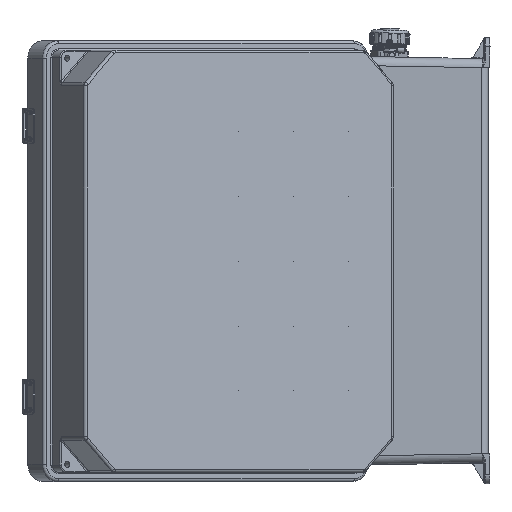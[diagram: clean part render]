
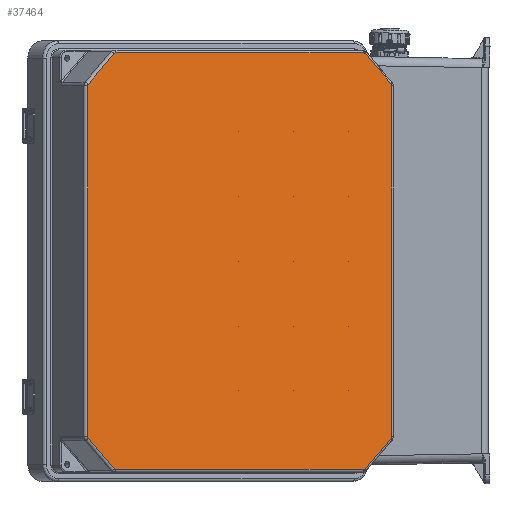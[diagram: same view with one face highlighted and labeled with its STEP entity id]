
A CAD part, left-side view. The second image highlights one B-rep face of the part: STEP entity #37464.
In plain terms, the highlighted face is planar.
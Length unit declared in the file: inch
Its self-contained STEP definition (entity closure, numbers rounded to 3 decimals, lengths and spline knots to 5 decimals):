
#61 = DIRECTION ( 'NONE',  ( 0., 1., 0. ) ) ;
#113 = FACE_OUTER_BOUND ( 'NONE', #71726, .T. ) ;
#1919 = DIRECTION ( 'NONE',  ( -0.707, 0., 0.707 ) ) ;
#2189 = CIRCLE ( 'NONE', #53743, 0.07874 ) ;
#4184 = ORIENTED_EDGE ( 'NONE', *, *, #76428, .T. ) ;
#4255 = EDGE_CURVE ( 'NONE', #49458, #33030, #55221, .T. ) ;
#5006 = CARTESIAN_POINT ( 'NONE',  ( 6.15748, 3.24803, -13.75511 ) ) ;
#5291 = CIRCLE ( 'NONE', #81243, 0.07874 ) ;
#5403 = CARTESIAN_POINT ( 'NONE',  ( -5.09763, 3.24803, -0.5 ) ) ;
#5723 = CARTESIAN_POINT ( 'NONE',  ( -5.09763, 3.24803, -0.42126 ) ) ;
#5946 = EDGE_CURVE ( 'NONE', #73759, #57049, #19572, .T. ) ;
#6623 = CARTESIAN_POINT ( 'NONE',  ( -5.1533, 3.24803, -14.87064 ) ) ;
#6992 = DIRECTION ( 'NONE',  ( 0., 0., -1. ) ) ;
#7018 = CARTESIAN_POINT ( 'NONE',  ( -6.23622, 3.24803, -7.65748 ) ) ;
#8160 = VERTEX_POINT ( 'NONE', #5723 ) ;
#8193 = EDGE_CURVE ( 'NONE', #37252, #8911, #63409, .T. ) ;
#8911 = VERTEX_POINT ( 'NONE', #14012 ) ;
#10438 = DIRECTION ( 'NONE',  ( 1., 0., 0. ) ) ;
#10453 = CARTESIAN_POINT ( 'NONE',  ( 6.23622, 3.24803, -7.65748 ) ) ;
#10842 = CIRCLE ( 'NONE', #43629, 0.07874 ) ;
#11489 = CARTESIAN_POINT ( 'NONE',  ( -5.09763, 3.24803, -14.81496 ) ) ;
#11933 = DIRECTION ( 'NONE',  ( 0., 0., -1. ) ) ;
#12319 = DIRECTION ( 'NONE',  ( 0., 0., 1. ) ) ;
#12333 = CARTESIAN_POINT ( 'NONE',  ( 0., 3.24803, -0.32283 ) ) ;
#12927 = DIRECTION ( 'NONE',  ( 0.707, 0., -0.707 ) ) ;
#14012 = CARTESIAN_POINT ( 'NONE',  ( 6.21316, 3.24803, -1.50418 ) ) ;
#14609 = AXIS2_PLACEMENT_3D ( 'NONE', #5403, #52882, #12319 ) ;
#15182 = LINE ( 'NONE', #47657, #15264 ) ;
#15264 = VECTOR ( 'NONE', #60906, 39.37008 ) ;
#16865 = ORIENTED_EDGE ( 'NONE', *, *, #26837, .F. ) ;
#17260 = CARTESIAN_POINT ( 'NONE',  ( 6.21316, 3.24803, -13.81078 ) ) ;
#18315 = DIRECTION ( 'NONE',  ( 0., 0., -1. ) ) ;
#18337 = DIRECTION ( 'NONE',  ( 0., 1., 0. ) ) ;
#19169 = DIRECTION ( 'NONE',  ( 0., 0., 1. ) ) ;
#19572 = LINE ( 'NONE', #7018, #85912 ) ;
#19780 = CARTESIAN_POINT ( 'NONE',  ( 6.21316, 3.24803, -1.50418 ) ) ;
#19797 = AXIS2_PLACEMENT_3D ( 'NONE', #40845, #61, #47644 ) ;
#20116 = VECTOR ( 'NONE', #1919, 39.37008 ) ;
#20529 = CIRCLE ( 'NONE', #43179, 0.07874 ) ;
#20715 = CARTESIAN_POINT ( 'NONE',  ( 5.09763, 3.24803, -0.5 ) ) ;
#21478 = EDGE_CURVE ( 'NONE', #42247, #59185, #75792, .T. ) ;
#21640 = EDGE_CURVE ( 'NONE', #49458, #42247, #87639, .T. ) ;
#22730 = EDGE_CURVE ( 'NONE', #87579, #26655, #20529, .T. ) ;
#23620 = CARTESIAN_POINT ( 'NONE',  ( 5.1533, 3.24803, -0.44432 ) ) ;
#23773 = ORIENTED_EDGE ( 'NONE', *, *, #85644, .T. ) ;
#25768 = CARTESIAN_POINT ( 'NONE',  ( 5.09763, 3.24803, -0.42126 ) ) ;
#25795 = VERTEX_POINT ( 'NONE', #80175 ) ;
#26055 = ORIENTED_EDGE ( 'NONE', *, *, #21640, .T. ) ;
#26073 = DIRECTION ( 'NONE',  ( 0., -1., 0. ) ) ;
#26414 = DIRECTION ( 'NONE',  ( 0., -1., 0. ) ) ;
#26655 = VERTEX_POINT ( 'NONE', #83574 ) ;
#26837 = EDGE_CURVE ( 'NONE', #8160, #32909, #47572, .T. ) ;
#27470 = DIRECTION ( 'NONE',  ( 0., 0., 1. ) ) ;
#30571 = EDGE_CURVE ( 'NONE', #62886, #87579, #54822, .T. ) ;
#31516 = EDGE_CURVE ( 'NONE', #25795, #26655, #37891, .T. ) ;
#32468 = PLANE ( 'NONE',  #63253 ) ;
#32909 = VERTEX_POINT ( 'NONE', #82387 ) ;
#33030 = VERTEX_POINT ( 'NONE', #71681 ) ;
#33243 = ORIENTED_EDGE ( 'NONE', *, *, #52385, .F. ) ;
#35390 = VERTEX_POINT ( 'NONE', #46006 ) ;
#36163 = CARTESIAN_POINT ( 'NONE',  ( -6.21316, 3.24803, -13.81078 ) ) ;
#36328 = CARTESIAN_POINT ( 'NONE',  ( -5.09763, 3.24803, -14.8937 ) ) ;
#36421 = CIRCLE ( 'NONE', #48550, 0.07874 ) ;
#37252 = VERTEX_POINT ( 'NONE', #23620 ) ;
#37464 = ADVANCED_FACE ( 'NONE', ( #113 ), #32468, .T. ) ;
#37725 = VECTOR ( 'NONE', #64605, 39.37008 ) ;
#37891 = LINE ( 'NONE', #10453, #37725 ) ;
#38367 = ORIENTED_EDGE ( 'NONE', *, *, #85002, .F. ) ;
#40750 = ORIENTED_EDGE ( 'NONE', *, *, #30571, .F. ) ;
#40845 = CARTESIAN_POINT ( 'NONE',  ( -6.15748, 3.24803, -13.75511 ) ) ;
#41960 = ORIENTED_EDGE ( 'NONE', *, *, #31516, .T. ) ;
#41984 = ORIENTED_EDGE ( 'NONE', *, *, #68344, .T. ) ;
#42247 = VERTEX_POINT ( 'NONE', #6623 ) ;
#43049 = ORIENTED_EDGE ( 'NONE', *, *, #8193, .T. ) ;
#43179 = AXIS2_PLACEMENT_3D ( 'NONE', #5006, #52504, #11933 ) ;
#43314 = ORIENTED_EDGE ( 'NONE', *, *, #21478, .T. ) ;
#43629 = AXIS2_PLACEMENT_3D ( 'NONE', #58852, #18337, #65606 ) ;
#46006 = CARTESIAN_POINT ( 'NONE',  ( -6.21316, 3.24803, -1.50418 ) ) ;
#46119 = EDGE_CURVE ( 'NONE', #8911, #25795, #10842, .T. ) ;
#46571 = ORIENTED_EDGE ( 'NONE', *, *, #46119, .T. ) ;
#47572 = CIRCLE ( 'NONE', #14609, 0.07874 ) ;
#47644 = DIRECTION ( 'NONE',  ( 0., 0., -1. ) ) ;
#47657 = CARTESIAN_POINT ( 'NONE',  ( -6.21316, 3.24803, -1.50418 ) ) ;
#48550 = AXIS2_PLACEMENT_3D ( 'NONE', #66875, #26414, #73654 ) ;
#49185 = ORIENTED_EDGE ( 'NONE', *, *, #5946, .F. ) ;
#49214 = ORIENTED_EDGE ( 'NONE', *, *, #22730, .F. ) ;
#49458 = VERTEX_POINT ( 'NONE', #36328 ) ;
#52385 = EDGE_CURVE ( 'NONE', #33030, #62886, #36421, .T. ) ;
#52504 = DIRECTION ( 'NONE',  ( 0., -1., 0. ) ) ;
#52882 = DIRECTION ( 'NONE',  ( 0., -1., 0. ) ) ;
#53743 = AXIS2_PLACEMENT_3D ( 'NONE', #66528, #26073, #73303 ) ;
#54432 = VECTOR ( 'NONE', #57801, 39.37008 ) ;
#54822 = LINE ( 'NONE', #17260, #54432 ) ;
#55052 = VECTOR ( 'NONE', #84366, 39.37008 ) ;
#55221 = LINE ( 'NONE', #85217, #55052 ) ;
#55890 = ORIENTED_EDGE ( 'NONE', *, *, #4255, .F. ) ;
#57049 = VERTEX_POINT ( 'NONE', #75278 ) ;
#57801 = DIRECTION ( 'NONE',  ( 0.707, 0., 0.707 ) ) ;
#57831 = CARTESIAN_POINT ( 'NONE',  ( 5.09763, 3.24803, -0.42126 ) ) ;
#58829 = DIRECTION ( 'NONE',  ( 0., 1., 0. ) ) ;
#58852 = CARTESIAN_POINT ( 'NONE',  ( 6.15748, 3.24803, -1.55985 ) ) ;
#59185 = VERTEX_POINT ( 'NONE', #36163 ) ;
#59653 = DIRECTION ( 'NONE',  ( 0., 1., 0. ) ) ;
#59795 = CARTESIAN_POINT ( 'NONE',  ( 6.21316, 3.24803, -13.81078 ) ) ;
#60906 = DIRECTION ( 'NONE',  ( -0.707, 0., -0.707 ) ) ;
#62886 = VERTEX_POINT ( 'NONE', #74527 ) ;
#63161 = VECTOR ( 'NONE', #12927, 39.37008 ) ;
#63253 = AXIS2_PLACEMENT_3D ( 'NONE', #12333, #59653, #19169 ) ;
#63409 = LINE ( 'NONE', #19780, #63161 ) ;
#63847 = CARTESIAN_POINT ( 'NONE',  ( -6.21316, 3.24803, -13.81078 ) ) ;
#64605 = DIRECTION ( 'NONE',  ( 0., 0., -1. ) ) ;
#65606 = DIRECTION ( 'NONE',  ( 0., 0., 1. ) ) ;
#66047 = CARTESIAN_POINT ( 'NONE',  ( -6.23622, 3.24803, -1.55985 ) ) ;
#66528 = CARTESIAN_POINT ( 'NONE',  ( -6.15748, 3.24803, -1.55985 ) ) ;
#66875 = CARTESIAN_POINT ( 'NONE',  ( 5.09763, 3.24803, -14.81496 ) ) ;
#67942 = DIRECTION ( 'NONE',  ( 0., 1., 0. ) ) ;
#68344 = EDGE_CURVE ( 'NONE', #8160, #84987, #81809, .T. ) ;
#71681 = CARTESIAN_POINT ( 'NONE',  ( 5.09763, 3.24803, -14.8937 ) ) ;
#71726 = EDGE_LOOP ( 'NONE', ( #46571, #41960, #49214, #40750, #33243, #55890, #26055, #43314, #23773, #49185, #38367, #83611, #16865, #41984, #4184, #43049 ) ) ;
#73303 = DIRECTION ( 'NONE',  ( 0., 0., 1. ) ) ;
#73654 = DIRECTION ( 'NONE',  ( 0., 0., -1. ) ) ;
#73759 = VERTEX_POINT ( 'NONE', #66047 ) ;
#74527 = CARTESIAN_POINT ( 'NONE',  ( 5.1533, 3.24803, -14.87064 ) ) ;
#75278 = CARTESIAN_POINT ( 'NONE',  ( -6.23622, 3.24803, -13.75511 ) ) ;
#75792 = LINE ( 'NONE', #63847, #20116 ) ;
#76428 = EDGE_CURVE ( 'NONE', #84987, #37252, #5291, .T. ) ;
#77962 = CIRCLE ( 'NONE', #19797, 0.07874 ) ;
#80175 = CARTESIAN_POINT ( 'NONE',  ( 6.23622, 3.24803, -1.55985 ) ) ;
#81243 = AXIS2_PLACEMENT_3D ( 'NONE', #20715, #67942, #27470 ) ;
#81413 = VECTOR ( 'NONE', #10438, 39.37008 ) ;
#81809 = LINE ( 'NONE', #57831, #81413 ) ;
#82387 = CARTESIAN_POINT ( 'NONE',  ( -5.1533, 3.24803, -0.44432 ) ) ;
#83196 = AXIS2_PLACEMENT_3D ( 'NONE', #11489, #58829, #18315 ) ;
#83388 = EDGE_CURVE ( 'NONE', #32909, #35390, #15182, .T. ) ;
#83574 = CARTESIAN_POINT ( 'NONE',  ( 6.23622, 3.24803, -13.75511 ) ) ;
#83611 = ORIENTED_EDGE ( 'NONE', *, *, #83388, .F. ) ;
#84366 = DIRECTION ( 'NONE',  ( 1., 0., 0. ) ) ;
#84987 = VERTEX_POINT ( 'NONE', #25768 ) ;
#85002 = EDGE_CURVE ( 'NONE', #35390, #73759, #2189, .T. ) ;
#85217 = CARTESIAN_POINT ( 'NONE',  ( 5.09763, 3.24803, -14.8937 ) ) ;
#85644 = EDGE_CURVE ( 'NONE', #59185, #57049, #77962, .T. ) ;
#85912 = VECTOR ( 'NONE', #6992, 39.37008 ) ;
#87579 = VERTEX_POINT ( 'NONE', #59795 ) ;
#87639 = CIRCLE ( 'NONE', #83196, 0.07874 ) ;
